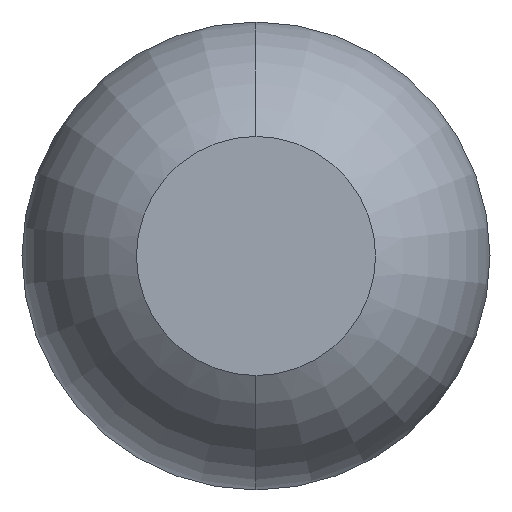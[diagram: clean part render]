
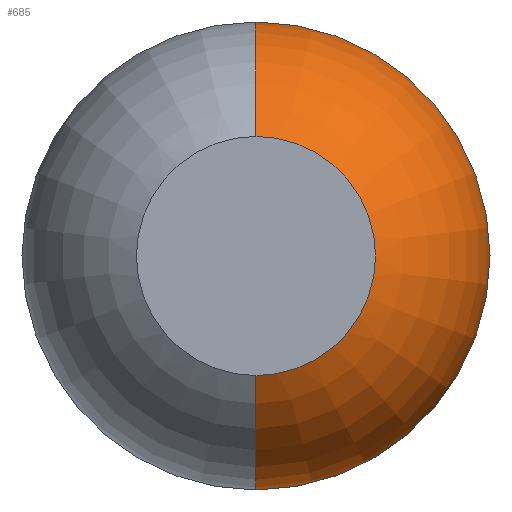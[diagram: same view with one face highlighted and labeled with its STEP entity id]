
A CAD part, front view. The second image highlights one B-rep face of the part: STEP entity #685.
In plain terms, the highlighted toroidal (fillet/blend) face has major radius 0.035 mm and minor radius 0.65 mm.
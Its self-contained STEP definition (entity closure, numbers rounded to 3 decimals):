
#4 = ORIENTED_EDGE ( 'NONE', *, *, #2314, .F. ) ;
#176 = DIRECTION ( 'NONE',  ( -1., 0., 0. ) ) ;
#492 = CARTESIAN_POINT ( 'NONE',  ( 0., -25., 0. ) ) ;
#556 = CARTESIAN_POINT ( 'NONE',  ( 0., -24.431, 0.685 ) ) ;
#685 = ADVANCED_FACE ( 'Defeature ausgef�hrt1_4', ( #925 ), #2370, .T. ) ;
#708 = CIRCLE ( 'NONE', #1680, 0.65 ) ;
#742 = VERTEX_POINT ( 'NONE', #3925 ) ;
#756 = CIRCLE ( 'NONE', #2773, 0.685 ) ;
#803 = DIRECTION ( 'NONE',  ( 0., -1., 0. ) ) ;
#825 = DIRECTION ( 'NONE',  ( 0., 0., 1. ) ) ;
#925 = FACE_OUTER_BOUND ( 'NONE', #2259, .T. ) ;
#1009 = CARTESIAN_POINT ( 'NONE',  ( 0., -24.431, 0. ) ) ;
#1024 = DIRECTION ( 'NONE',  ( 0., 0., -1. ) ) ;
#1066 = AXIS2_PLACEMENT_3D ( 'NONE', #492, #803, #4026 ) ;
#1250 = DIRECTION ( 'NONE',  ( 0., -1., 0. ) ) ;
#1678 = ORIENTED_EDGE ( 'NONE', *, *, #2640, .T. ) ;
#1680 = AXIS2_PLACEMENT_3D ( 'NONE', #1950, #2935, #2925 ) ;
#1830 = VERTEX_POINT ( 'NONE', #2331 ) ;
#1878 = EDGE_CURVE ( 'Defeature ausgef�hrt1_18+Defeature ausgef�hrt1_4+Defeature ausgef�hrt1_4+Defeature ausgef�hrt1_4', #1830, #2262, #2972, .T. ) ;
#1950 = CARTESIAN_POINT ( 'NONE',  ( 0., -24.431, 0.035 ) ) ;
#2117 = ORIENTED_EDGE ( 'NONE', *, *, #2632, .T. ) ;
#2259 = EDGE_LOOP ( 'NONE', ( #1678, #2117, #2896, #4 ) ) ;
#2262 = VERTEX_POINT ( 'NONE', #2568 ) ;
#2314 = EDGE_CURVE ( 'NONE', #742, #1830, #3951, .T. ) ;
#2331 = CARTESIAN_POINT ( 'NONE',  ( 0., -25., -0.35 ) ) ;
#2370 = TOROIDAL_SURFACE ( 'NONE', #3973, 0.035, 0.65 ) ;
#2568 = CARTESIAN_POINT ( 'NONE',  ( 0., -25., 0.35 ) ) ;
#2632 = EDGE_CURVE ( 'NONE', #3805, #2262, #708, .T. ) ;
#2640 = EDGE_CURVE ( 'Defeature ausgef�hrt1_4+Defeature ausgef�hrt1_5+Defeature ausgef�hrt1_5+Defeature ausgef�hrt1_5', #742, #3805, #756, .T. ) ;
#2773 = AXIS2_PLACEMENT_3D ( 'NONE', #1009, #3548, #1024 ) ;
#2896 = ORIENTED_EDGE ( 'NONE', *, *, #1878, .F. ) ;
#2925 = DIRECTION ( 'NONE',  ( 0., 0., -1. ) ) ;
#2935 = DIRECTION ( 'NONE',  ( 1., 0., 0. ) ) ;
#2972 = CIRCLE ( 'NONE', #1066, 0.35 ) ;
#3023 = CARTESIAN_POINT ( 'NONE',  ( 0., -24.431, -0.035 ) ) ;
#3548 = DIRECTION ( 'NONE',  ( 0., -1., 0. ) ) ;
#3599 = AXIS2_PLACEMENT_3D ( 'NONE', #3023, #176, #825 ) ;
#3775 = DIRECTION ( 'NONE',  ( 0., 0., -1. ) ) ;
#3787 = CARTESIAN_POINT ( 'NONE',  ( 0., -24.431, 0. ) ) ;
#3805 = VERTEX_POINT ( 'NONE', #556 ) ;
#3925 = CARTESIAN_POINT ( 'NONE',  ( 0., -24.431, -0.685 ) ) ;
#3951 = CIRCLE ( 'NONE', #3599, 0.65 ) ;
#3973 = AXIS2_PLACEMENT_3D ( 'NONE', #3787, #1250, #3775 ) ;
#4026 = DIRECTION ( 'NONE',  ( 0., 0., -1. ) ) ;
